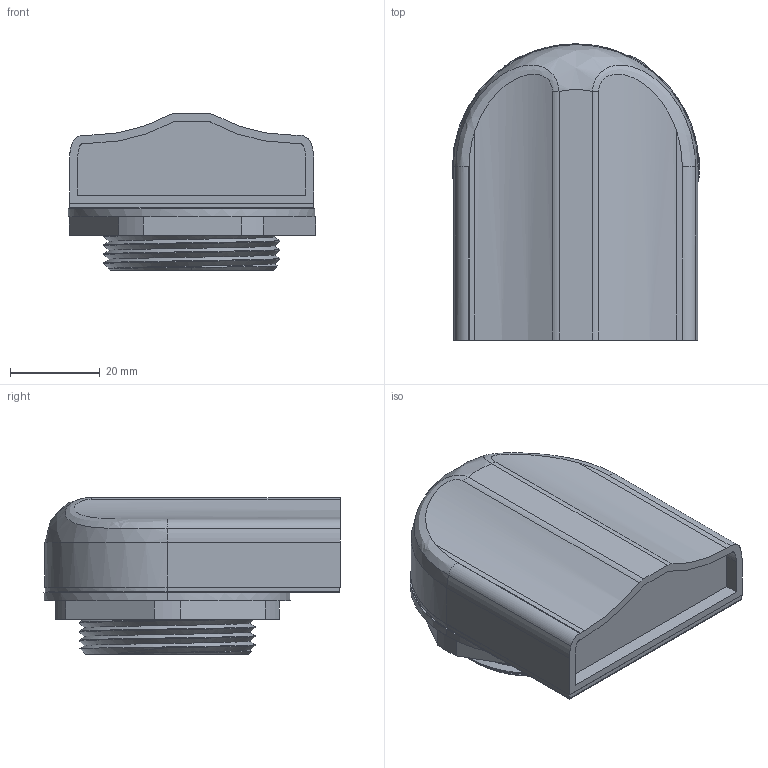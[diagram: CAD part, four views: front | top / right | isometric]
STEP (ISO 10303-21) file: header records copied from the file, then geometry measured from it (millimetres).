
FILE_DESCRIPTION (( 'STEP AP203' ), '1' );
FILE_NAME ('9500.STEP', '2020-07-28T16:06:14', ( '' ), ( '' ), 'SwSTEP 2.0', 'SolidWorks 2011', '' );
FILE_SCHEMA (( 'CONFIG_CONTROL_DESIGN' ));
Length unit declared in the file: millimetre
Products named in the file (1): 9500
Bounding box: 55.15 x 66.13 x 35 mm (x, y, z)
Volume: 67325.3 mm3; surface area: 15247.2 mm2
Topology: 1 solids, 1 shells, 463 faces, 1137 edges, 755 vertices
Faces by surface type: plane 413, cylinder 43, bspline 5, cone 2
Entity records: 16292 total; most frequent: CARTESIAN_POINT 5960, ORIENTED_EDGE 2274, DIRECTION 1728, EDGE_CURVE 1137, VERTEX_POINT 755, LINE 708, VECTOR 708, EDGE_LOOP 542
